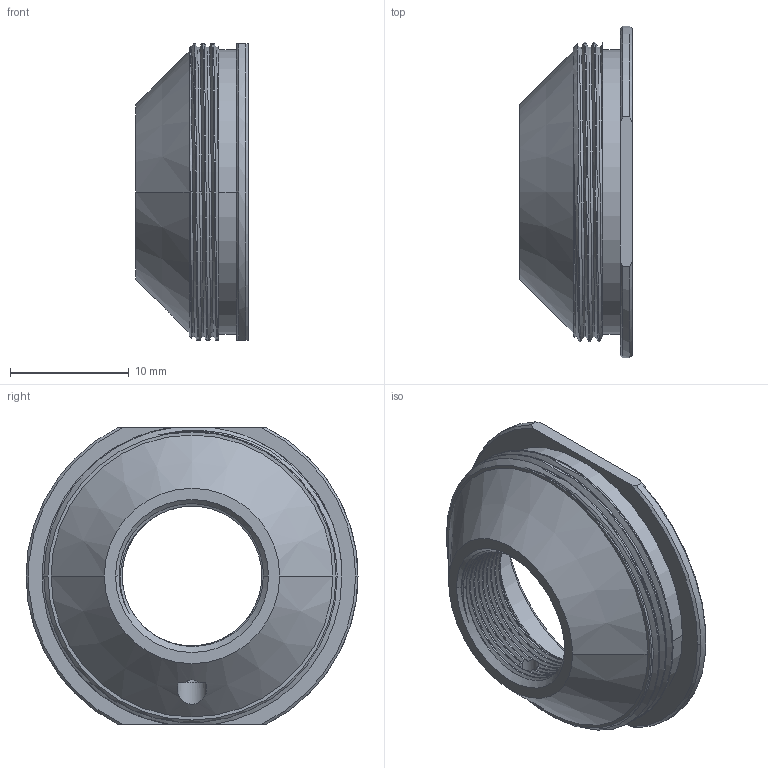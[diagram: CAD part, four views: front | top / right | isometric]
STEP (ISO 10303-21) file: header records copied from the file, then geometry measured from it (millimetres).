
FILE_DESCRIPTION(('Open CASCADE Model'),'2;1');
FILE_NAME('Open CASCADE Shape Model','2026-02-10T19:02:01',('Author'),( 'Open CASCADE'),'Open CASCADE STEP processor 7.7','Open CASCADE 7.7' ,'Unknown');
FILE_SCHEMA(('AUTOMOTIVE_DESIGN { 1 0 10303 214 1 1 1 1 }'));
Length unit declared in the file: millimetre
Products named in the file (2): Open CASCADE STEP translator 7.7 1; 292.1301C
Assembly tree (1 placements, depth 2):
  Open CASCADE STEP translator 7.7 1
    292.1301C
Bounding box: 9.5 x 28 x 25 mm (x, y, z)
Volume: 1970.9 mm3; surface area: 2136.4 mm2
Topology: 1 solids, 1 shells, 97 faces, 272 edges, 180 vertices
Faces by surface type: cylinder 49, cone 17, plane 16, bspline 15
Entity records: 22388 total; most frequent: CARTESIAN_POINT 17736, DIRECTION 645, ORIENTED_EDGE 544, PCURVE 544, DEFINITIONAL_REPRESENTATION 544, LINE 362, VECTOR 362, B_SPLINE_CURVE_WITH_KNOTS 292
